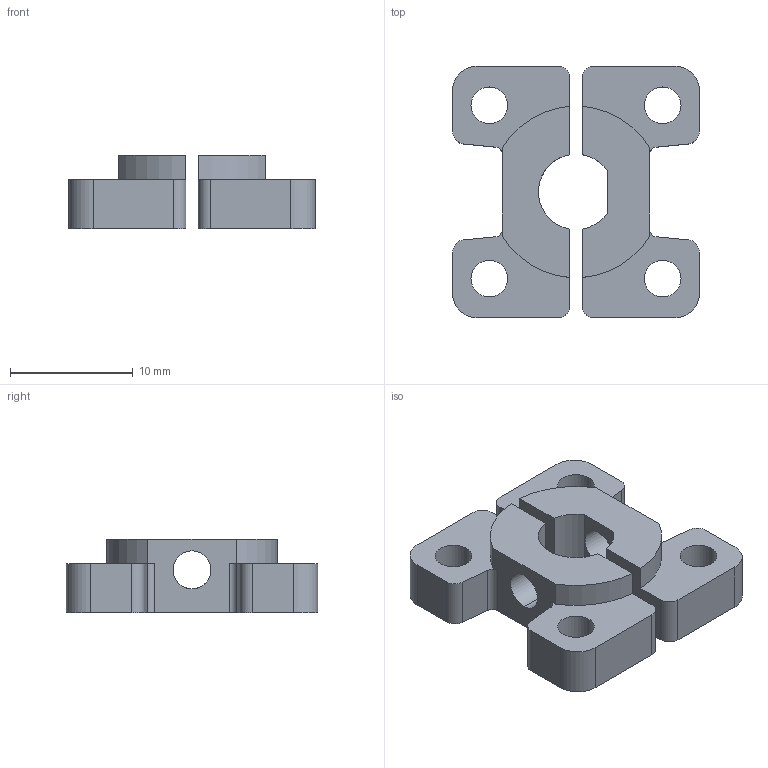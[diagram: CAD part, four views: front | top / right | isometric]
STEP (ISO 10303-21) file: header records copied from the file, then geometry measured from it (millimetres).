
FILE_DESCRIPTION (( 'STEP AP214' ), '1' );
FILE_NAME ('3dp_AL_Gen3_Customised_AL_shaft_flange_connector_2006.STEP', '2024-01-28T07:49:07', ( '' ), ( '' ), 'SwSTEP 2.0', 'SolidWorks 2022', '' );
FILE_SCHEMA (( 'AUTOMOTIVE_DESIGN' ));
Length unit declared in the file: millimetre
Products named in the file (1): 3dp_AL_Gen3_Customised_AL_shaft_flange_connector_2006
Bounding box: 20.14 x 20.54 x 6 mm (x, y, z)
Volume: 1269.7 mm3; surface area: 1415.2 mm2
Topology: 2 solids, 2 shells, 63 faces, 178 edges, 118 vertices
Faces by surface type: cylinder 36, plane 27
Entity records: 2181 total; most frequent: CARTESIAN_POINT 412, DIRECTION 374, ORIENTED_EDGE 356, EDGE_CURVE 178, AXIS2_PLACEMENT_3D 134, VERTEX_POINT 118, VECTOR 106, LINE 106
